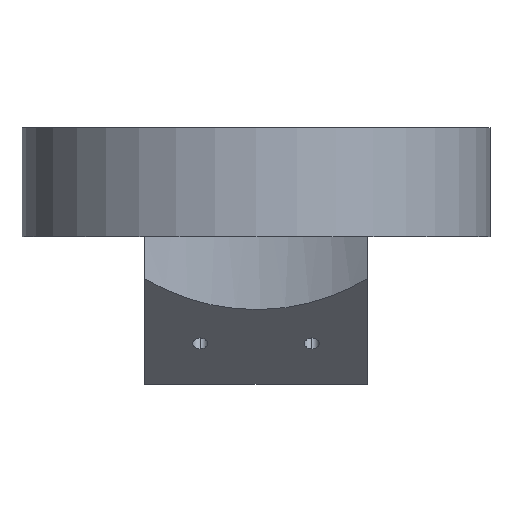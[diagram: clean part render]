
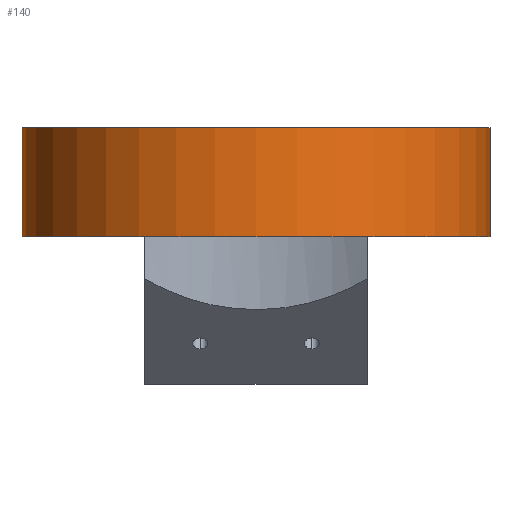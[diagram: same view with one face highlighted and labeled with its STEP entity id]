
A CAD part, front view. The second image highlights one B-rep face of the part: STEP entity #140.
In plain terms, the highlighted cylindrical face has radius 63 mm (diameter 126 mm), a partial arc.
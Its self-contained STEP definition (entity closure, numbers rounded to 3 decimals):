
#1 = DIRECTION ( 'NONE',  ( 0., 0., 1. ) ) ;
#14 = EDGE_LOOP ( 'NONE', ( #626, #411, #519, #224 ) ) ;
#33 = CARTESIAN_POINT ( 'NONE',  ( 0., 0., 29.4 ) ) ;
#117 = CARTESIAN_POINT ( 'NONE',  ( 63., 0., 29.4 ) ) ;
#119 = CARTESIAN_POINT ( 'NONE',  ( -63., 0., 29.4 ) ) ;
#140 = ADVANCED_FACE ( 'NONE', ( #434 ), #535, .T. ) ;
#156 = EDGE_CURVE ( 'NONE', #237, #673, #595, .T. ) ;
#176 = VECTOR ( 'NONE', #638, 1000. ) ;
#194 = CIRCLE ( 'NONE', #681, 63. ) ;
#210 = CARTESIAN_POINT ( 'NONE',  ( 0., 0., 0. ) ) ;
#217 = VECTOR ( 'NONE', #686, 1000. ) ;
#224 = ORIENTED_EDGE ( 'NONE', *, *, #671, .T. ) ;
#231 = DIRECTION ( 'NONE',  ( -1., 0., 0. ) ) ;
#237 = VERTEX_POINT ( 'NONE', #344 ) ;
#254 = CIRCLE ( 'NONE', #559, 63. ) ;
#289 = DIRECTION ( 'NONE',  ( 0., 0., -1. ) ) ;
#290 = AXIS2_PLACEMENT_3D ( 'NONE', #583, #289, #231 ) ;
#315 = DIRECTION ( 'NONE',  ( 0., 0., 1. ) ) ;
#326 = CARTESIAN_POINT ( 'NONE',  ( 63., 0., 29.4 ) ) ;
#344 = CARTESIAN_POINT ( 'NONE',  ( -63., 0., 29.4 ) ) ;
#411 = ORIENTED_EDGE ( 'NONE', *, *, #512, .F. ) ;
#434 = FACE_OUTER_BOUND ( 'NONE', #14, .T. ) ;
#473 = VERTEX_POINT ( 'NONE', #326 ) ;
#475 = CARTESIAN_POINT ( 'NONE',  ( -63., 0., 0. ) ) ;
#483 = DIRECTION ( 'NONE',  ( 1., 0., 0. ) ) ;
#512 = EDGE_CURVE ( 'NONE', #237, #473, #254, .T. ) ;
#519 = ORIENTED_EDGE ( 'NONE', *, *, #156, .T. ) ;
#525 = LINE ( 'NONE', #117, #217 ) ;
#531 = VERTEX_POINT ( 'NONE', #658 ) ;
#535 = CYLINDRICAL_SURFACE ( 'NONE', #290, 63. ) ;
#559 = AXIS2_PLACEMENT_3D ( 'NONE', #33, #1, #632 ) ;
#583 = CARTESIAN_POINT ( 'NONE',  ( 0., 0., 29.4 ) ) ;
#595 = LINE ( 'NONE', #119, #176 ) ;
#626 = ORIENTED_EDGE ( 'NONE', *, *, #628, .F. ) ;
#628 = EDGE_CURVE ( 'NONE', #473, #531, #525, .T. ) ;
#632 = DIRECTION ( 'NONE',  ( 1., 0., 0. ) ) ;
#638 = DIRECTION ( 'NONE',  ( 0., 0., -1. ) ) ;
#658 = CARTESIAN_POINT ( 'NONE',  ( 63., 0., 0. ) ) ;
#671 = EDGE_CURVE ( 'NONE', #673, #531, #194, .T. ) ;
#673 = VERTEX_POINT ( 'NONE', #475 ) ;
#681 = AXIS2_PLACEMENT_3D ( 'NONE', #210, #315, #483 ) ;
#686 = DIRECTION ( 'NONE',  ( 0., 0., -1. ) ) ;
